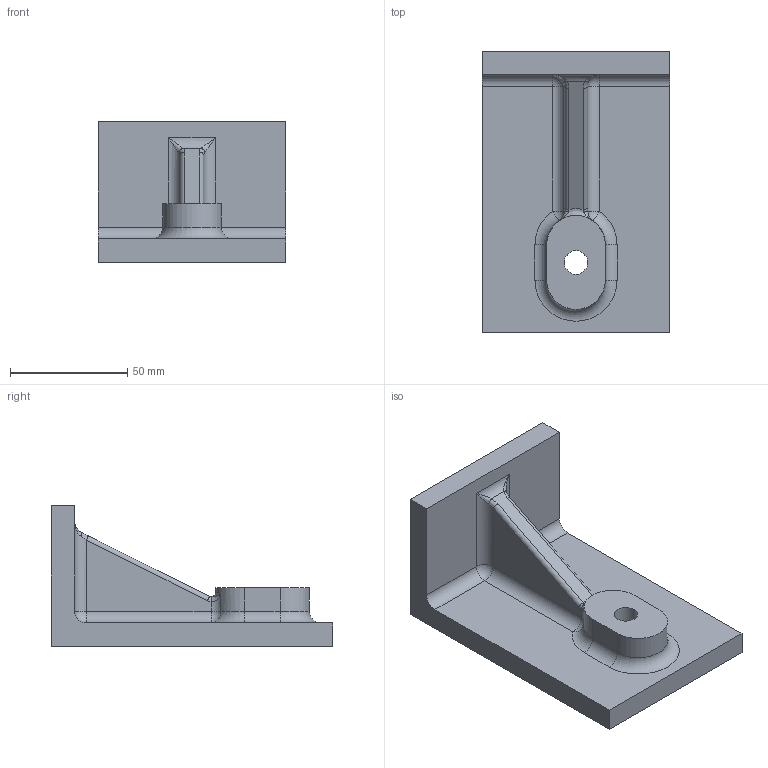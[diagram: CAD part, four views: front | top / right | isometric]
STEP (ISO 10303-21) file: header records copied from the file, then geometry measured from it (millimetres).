
FILE_DESCRIPTION(/* description */ (''),/* implementation_level */ '2;1');
FILE_NAME(/* name */ 'Bauteil3.stp',/* time_stamp */ '2021-02-26T14:30:19+01:00',/* author */ ('FiedlerTh'),/* organization */ ('THCAO'),/* preprocessor_version */ 'ST-DEVELOPER v18.1',/* originating_system */ 'Autodesk Inventor 2020',/* authorisation */ 'FiedlerTh');
FILE_SCHEMA (('AUTOMOTIVE_DESIGN { 1 0 10303 214 3 1 1 }'));
Length unit declared in the file: millimetre
Products named in the file (1): Ri_00.00.0000.03
Bounding box: 80 x 120 x 60 mm (x, y, z)
Volume: 163978.8 mm3; surface area: 36124.1 mm2
Topology: 1 solids, 1 shells, 46 faces, 109 edges, 61 vertices
Faces by surface type: cylinder 16, plane 14, bspline 9, sphere 4, torus 3
Full cylindrical faces by diameter (mm): 10 x1
Entity records: 1587 total; most frequent: CARTESIAN_POINT 518, DIRECTION 220, ORIENTED_EDGE 210, EDGE_CURVE 105, AXIS2_PLACEMENT_3D 85, VERTEX_POINT 61, LINE 50, VECTOR 50
